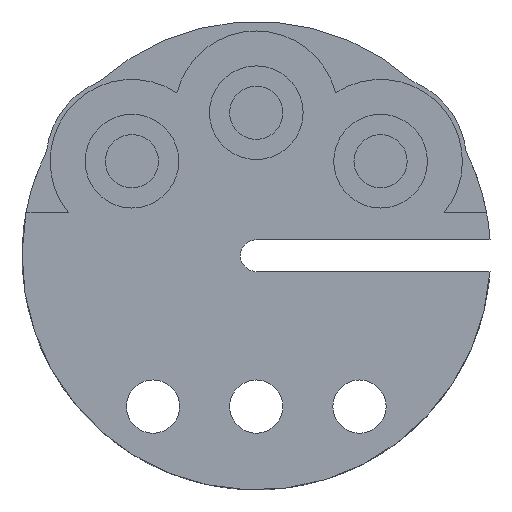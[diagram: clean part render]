
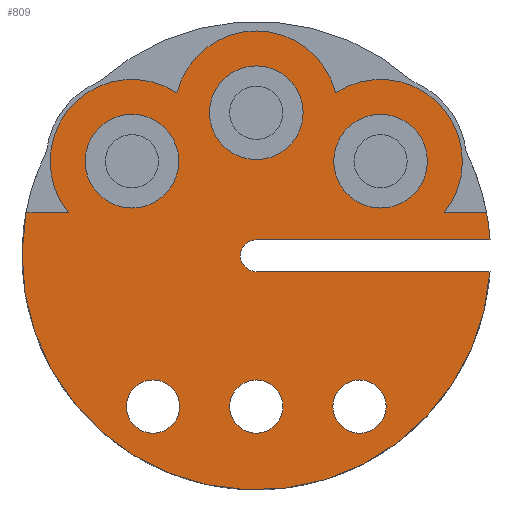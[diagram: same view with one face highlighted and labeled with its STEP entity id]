
A CAD part, front view. The second image highlights one B-rep face of the part: STEP entity #809.
In plain terms, the highlighted planar face has unit normal (0, -1, 0).
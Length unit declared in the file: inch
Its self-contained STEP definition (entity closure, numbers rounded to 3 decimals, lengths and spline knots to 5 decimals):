
#2=CARTESIAN_POINT('',(0.,0.,0.18));
#3=DIRECTION('',(0.,1.,0.));
#4=DIRECTION('',(-1.,0.,0.));
#5=AXIS2_PLACEMENT_3D('',#2,#3,#4);
#7=CARTESIAN_POINT('',(0.,0.,0.18));
#8=DIRECTION('',(0.,1.,0.));
#9=DIRECTION('',(1.,0.,0.));
#10=AXIS2_PLACEMENT_3D('',#7,#8,#9);
#12=CARTESIAN_POINT('',(-0.15653,0.,0.119));
#13=DIRECTION('',(0.,1.,0.));
#14=DIRECTION('',(-1.,0.,0.));
#15=AXIS2_PLACEMENT_3D('',#12,#13,#14);
#17=CARTESIAN_POINT('',(-0.15653,0.,0.119));
#18=DIRECTION('',(0.,1.,0.));
#19=DIRECTION('',(1.,0.,0.));
#20=AXIS2_PLACEMENT_3D('',#17,#18,#19);
#22=CARTESIAN_POINT('',(0.15653,0.,0.119));
#23=DIRECTION('',(0.,1.,0.));
#24=DIRECTION('',(-1.,0.,0.));
#25=AXIS2_PLACEMENT_3D('',#22,#23,#24);
#27=CARTESIAN_POINT('',(0.15653,0.,0.119));
#28=DIRECTION('',(0.,1.,0.));
#29=DIRECTION('',(1.,0.,0.));
#30=AXIS2_PLACEMENT_3D('',#27,#28,#29);
#32=DIRECTION('',(1.,0.,0.));
#33=VECTOR('',#32,0.05358);
#34=CARTESIAN_POINT('',(-0.29002,0.,0.054));
#35=LINE('',#34,#33);
#36=CARTESIAN_POINT('',(-0.15653,0.,0.119));
#37=DIRECTION('',(0.,-1.,0.));
#38=DIRECTION('',(0.55,0.,0.835));
#39=AXIS2_PLACEMENT_3D('',#36,#37,#38);
#41=CARTESIAN_POINT('',(0.,0.,0.18));
#42=DIRECTION('',(0.,-1.,0.));
#43=DIRECTION('',(0.97,0.,0.243));
#44=AXIS2_PLACEMENT_3D('',#41,#42,#43);
#46=CARTESIAN_POINT('',(0.15653,0.,0.119));
#47=DIRECTION('',(0.,-1.,0.));
#48=DIRECTION('',(0.776,0.,-0.631));
#49=AXIS2_PLACEMENT_3D('',#46,#47,#48);
#51=DIRECTION('',(1.,0.,0.));
#52=VECTOR('',#51,0.05358);
#53=CARTESIAN_POINT('',(0.23643,0.,0.054));
#54=LINE('',#53,#52);
#55=CARTESIAN_POINT('',(0.,0.,0.));
#56=DIRECTION('',(0.,-1.,0.));
#57=DIRECTION('',(0.998,0.,0.068));
#58=AXIS2_PLACEMENT_3D('',#55,#56,#57);
#60=DIRECTION('',(-1.,0.,0.));
#61=VECTOR('',#60,0.29432);
#62=CARTESIAN_POINT('',(0.29432,0.,0.02));
#63=LINE('',#62,#61);
#64=CARTESIAN_POINT('',(0.,0.,0.));
#65=DIRECTION('',(0.,-1.,0.));
#66=DIRECTION('',(0.,0.,1.));
#67=AXIS2_PLACEMENT_3D('',#64,#65,#66);
#69=DIRECTION('',(1.,0.,0.));
#70=VECTOR('',#69,0.29432);
#71=CARTESIAN_POINT('',(0.,0.,-0.02));
#72=LINE('',#71,#70);
#73=CARTESIAN_POINT('',(0.,0.,0.));
#74=DIRECTION('',(0.,-1.,0.));
#75=DIRECTION('',(-0.983,0.,0.183));
#76=AXIS2_PLACEMENT_3D('',#73,#74,#75);
#78=CARTESIAN_POINT('',(-0.13,0.,-0.19));
#79=DIRECTION('',(0.,-1.,0.));
#80=DIRECTION('',(1.,0.,0.));
#81=AXIS2_PLACEMENT_3D('',#78,#79,#80);
#83=CARTESIAN_POINT('',(-0.13,0.,-0.19));
#84=DIRECTION('',(0.,-1.,0.));
#85=DIRECTION('',(-1.,0.,0.));
#86=AXIS2_PLACEMENT_3D('',#83,#84,#85);
#88=CARTESIAN_POINT('',(0.,0.,-0.19));
#89=DIRECTION('',(0.,-1.,0.));
#90=DIRECTION('',(1.,0.,0.));
#91=AXIS2_PLACEMENT_3D('',#88,#89,#90);
#93=CARTESIAN_POINT('',(0.,0.,-0.19));
#94=DIRECTION('',(0.,-1.,0.));
#95=DIRECTION('',(-1.,0.,0.));
#96=AXIS2_PLACEMENT_3D('',#93,#94,#95);
#98=CARTESIAN_POINT('',(0.13,0.,-0.19));
#99=DIRECTION('',(0.,1.,0.));
#100=DIRECTION('',(-1.,0.,0.));
#101=AXIS2_PLACEMENT_3D('',#98,#99,#100);
#103=CARTESIAN_POINT('',(0.13,0.,-0.19));
#104=DIRECTION('',(0.,1.,0.));
#105=DIRECTION('',(1.,0.,0.));
#106=AXIS2_PLACEMENT_3D('',#103,#104,#105);
#578=CARTESIAN_POINT('',(0.,0.,0.02));
#579=CARTESIAN_POINT('',(0.,0.,-0.02));
#580=VERTEX_POINT('',#578);
#581=VERTEX_POINT('',#579);
#598=CARTESIAN_POINT('',(-0.059,0.,0.18));
#599=CARTESIAN_POINT('',(0.059,0.,0.18));
#600=VERTEX_POINT('',#598);
#601=VERTEX_POINT('',#599);
#610=CARTESIAN_POINT('',(-0.21553,0.,0.119));
#611=CARTESIAN_POINT('',(-0.09753,0.,0.119));
#612=VERTEX_POINT('',#610);
#613=VERTEX_POINT('',#611);
#622=CARTESIAN_POINT('',(0.09753,0.,0.119));
#623=CARTESIAN_POINT('',(0.21553,0.,0.119));
#624=VERTEX_POINT('',#622);
#625=VERTEX_POINT('',#623);
#638=CARTESIAN_POINT('',(-0.09991,0.,0.20504));
#639=CARTESIAN_POINT('',(-0.23643,0.,0.054));
#640=VERTEX_POINT('',#638);
#641=VERTEX_POINT('',#639);
#642=CARTESIAN_POINT('',(0.09991,0.,0.20504));
#643=VERTEX_POINT('',#642);
#644=CARTESIAN_POINT('',(0.23643,0.,0.054));
#645=VERTEX_POINT('',#644);
#670=CARTESIAN_POINT('',(-0.0965,0.,-0.19));
#671=CARTESIAN_POINT('',(-0.1635,0.,-0.19));
#672=VERTEX_POINT('',#670);
#673=VERTEX_POINT('',#671);
#674=CARTESIAN_POINT('',(0.0335,0.,-0.19));
#675=CARTESIAN_POINT('',(-0.0335,0.,-0.19));
#676=VERTEX_POINT('',#674);
#677=VERTEX_POINT('',#675);
#690=CARTESIAN_POINT('',(0.0965,0.,-0.19));
#691=CARTESIAN_POINT('',(0.1635,0.,-0.19));
#692=VERTEX_POINT('',#690);
#693=VERTEX_POINT('',#691);
#730=CARTESIAN_POINT('',(0.29002,0.,0.054));
#731=VERTEX_POINT('',#730);
#732=CARTESIAN_POINT('',(-0.29002,0.,0.054));
#733=VERTEX_POINT('',#732);
#742=CARTESIAN_POINT('',(0.29432,0.,-0.02));
#743=VERTEX_POINT('',#742);
#744=CARTESIAN_POINT('',(0.29432,0.,0.02));
#745=VERTEX_POINT('',#744);
#746=CARTESIAN_POINT('',(0.,0.,0.));
#747=DIRECTION('',(0.,1.,0.));
#748=DIRECTION('',(-1.,0.,0.));
#749=AXIS2_PLACEMENT_3D('',#746,#747,#748);
#750=PLANE('',#749);
#752=ORIENTED_EDGE('',*,*,#751,.T.);
#754=ORIENTED_EDGE('',*,*,#753,.F.);
#756=ORIENTED_EDGE('',*,*,#755,.F.);
#758=ORIENTED_EDGE('',*,*,#757,.F.);
#760=ORIENTED_EDGE('',*,*,#759,.T.);
#762=ORIENTED_EDGE('',*,*,#761,.F.);
#764=ORIENTED_EDGE('',*,*,#763,.T.);
#766=ORIENTED_EDGE('',*,*,#765,.T.);
#768=ORIENTED_EDGE('',*,*,#767,.T.);
#770=ORIENTED_EDGE('',*,*,#769,.F.);
#771=EDGE_LOOP('',(#752,#754,#756,#758,#760,#762,#764,#766,#768,#770));
#772=FACE_OUTER_BOUND('',#771,.F.);
#774=ORIENTED_EDGE('',*,*,#773,.F.);
#776=ORIENTED_EDGE('',*,*,#775,.F.);
#777=EDGE_LOOP('',(#774,#776));
#778=FACE_BOUND('',#777,.F.);
#780=ORIENTED_EDGE('',*,*,#779,.F.);
#782=ORIENTED_EDGE('',*,*,#781,.F.);
#783=EDGE_LOOP('',(#780,#782));
#784=FACE_BOUND('',#783,.F.);
#786=ORIENTED_EDGE('',*,*,#785,.F.);
#788=ORIENTED_EDGE('',*,*,#787,.F.);
#789=EDGE_LOOP('',(#786,#788));
#790=FACE_BOUND('',#789,.F.);
#792=ORIENTED_EDGE('',*,*,#791,.T.);
#794=ORIENTED_EDGE('',*,*,#793,.T.);
#795=EDGE_LOOP('',(#792,#794));
#796=FACE_BOUND('',#795,.F.);
#798=ORIENTED_EDGE('',*,*,#797,.T.);
#800=ORIENTED_EDGE('',*,*,#799,.T.);
#801=EDGE_LOOP('',(#798,#800));
#802=FACE_BOUND('',#801,.F.);
#804=ORIENTED_EDGE('',*,*,#803,.F.);
#806=ORIENTED_EDGE('',*,*,#805,.F.);
#807=EDGE_LOOP('',(#804,#806));
#808=FACE_BOUND('',#807,.F.);
#809=ADVANCED_FACE('',(#772,#778,#784,#790,#796,#802,#808),#750,.F.);
#6=CIRCLE('',#5,0.059);
#11=CIRCLE('',#10,0.059);
#16=CIRCLE('',#15,0.059);
#21=CIRCLE('',#20,0.059);
#26=CIRCLE('',#25,0.059);
#31=CIRCLE('',#30,0.059);
#40=CIRCLE('',#39,0.103);
#45=CIRCLE('',#44,0.103);
#50=CIRCLE('',#49,0.103);
#59=CIRCLE('',#58,0.295);
#68=CIRCLE('',#67,0.02);
#77=CIRCLE('',#76,0.295);
#82=CIRCLE('',#81,0.0335);
#87=CIRCLE('',#86,0.0335);
#92=CIRCLE('',#91,0.0335);
#97=CIRCLE('',#96,0.0335);
#102=CIRCLE('',#101,0.0335);
#107=CIRCLE('',#106,0.0335);
#751=EDGE_CURVE('',#733,#641,#35,.T.);
#753=EDGE_CURVE('',#640,#641,#40,.T.);
#755=EDGE_CURVE('',#643,#640,#45,.T.);
#757=EDGE_CURVE('',#645,#643,#50,.T.);
#759=EDGE_CURVE('',#645,#731,#54,.T.);
#761=EDGE_CURVE('',#745,#731,#59,.T.);
#763=EDGE_CURVE('',#745,#580,#63,.T.);
#765=EDGE_CURVE('',#580,#581,#68,.T.);
#767=EDGE_CURVE('',#581,#743,#72,.T.);
#769=EDGE_CURVE('',#733,#743,#77,.T.);
#773=EDGE_CURVE('',#600,#601,#6,.T.);
#775=EDGE_CURVE('',#601,#600,#11,.T.);
#779=EDGE_CURVE('',#612,#613,#16,.T.);
#781=EDGE_CURVE('',#613,#612,#21,.T.);
#785=EDGE_CURVE('',#624,#625,#26,.T.);
#787=EDGE_CURVE('',#625,#624,#31,.T.);
#791=EDGE_CURVE('',#672,#673,#82,.T.);
#793=EDGE_CURVE('',#673,#672,#87,.T.);
#797=EDGE_CURVE('',#676,#677,#92,.T.);
#799=EDGE_CURVE('',#677,#676,#97,.T.);
#803=EDGE_CURVE('',#692,#693,#102,.T.);
#805=EDGE_CURVE('',#693,#692,#107,.T.);
